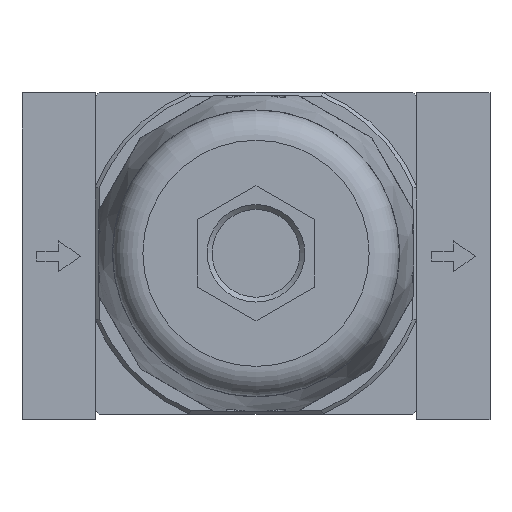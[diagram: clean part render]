
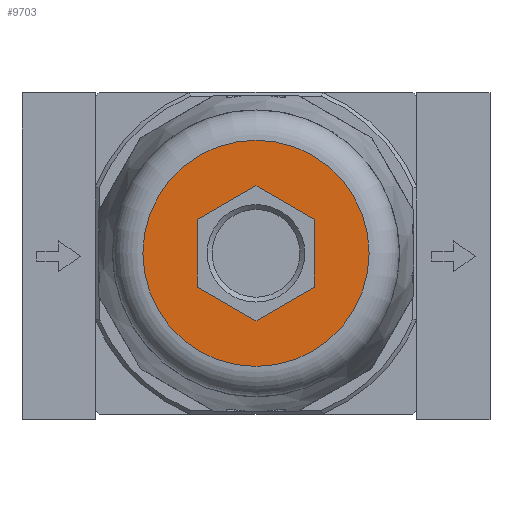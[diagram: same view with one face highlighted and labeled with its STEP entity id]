
A CAD part, front view. The second image highlights one B-rep face of the part: STEP entity #9703.
In plain terms, the highlighted planar face has unit normal (0, -1, 0).
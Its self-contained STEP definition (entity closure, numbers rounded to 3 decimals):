
#533=LINE('',#14833,#1023);
#534=LINE('',#14836,#1024);
#535=LINE('',#14838,#1025);
#536=LINE('',#14840,#1026);
#537=LINE('',#14842,#1027);
#538=LINE('',#14844,#1028);
#1023=VECTOR('',#12056,1000.);
#1024=VECTOR('',#12057,1000.);
#1025=VECTOR('',#12058,1000.);
#1026=VECTOR('',#12059,1000.);
#1027=VECTOR('',#12060,1000.);
#1028=VECTOR('',#12061,1000.);
#1315=PLANE('',#10415);
#1662=CIRCLE('',#10416,23.2);
#3081=ORIENTED_EDGE('',*,*,#4586,.T.);
#3082=ORIENTED_EDGE('',*,*,#4587,.T.);
#3083=ORIENTED_EDGE('',*,*,#4588,.T.);
#3084=ORIENTED_EDGE('',*,*,#4589,.T.);
#3085=ORIENTED_EDGE('',*,*,#4590,.T.);
#3086=ORIENTED_EDGE('',*,*,#4591,.T.);
#3087=ORIENTED_EDGE('',*,*,#4592,.T.);
#4586=EDGE_CURVE('',#5398,#5398,#1662,.T.);
#4587=EDGE_CURVE('',#5399,#5400,#533,.T.);
#4588=EDGE_CURVE('',#5400,#5401,#534,.T.);
#4589=EDGE_CURVE('',#5401,#5402,#535,.T.);
#4590=EDGE_CURVE('',#5402,#5403,#536,.T.);
#4591=EDGE_CURVE('',#5403,#5404,#537,.T.);
#4592=EDGE_CURVE('',#5404,#5399,#538,.T.);
#5398=VERTEX_POINT('',#14832);
#5399=VERTEX_POINT('',#14834);
#5400=VERTEX_POINT('',#14835);
#5401=VERTEX_POINT('',#14837);
#5402=VERTEX_POINT('',#14839);
#5403=VERTEX_POINT('',#14841);
#5404=VERTEX_POINT('',#14843);
#6122=EDGE_LOOP('',(#3081));
#6123=EDGE_LOOP('',(#3082,#3083,#3084,#3085,#3086,#3087));
#6710=FACE_BOUND('',#6122,.T.);
#6711=FACE_BOUND('',#6123,.T.);
#9703=ADVANCED_FACE('',(#6710,#6711),#1315,.T.);
#10415=AXIS2_PLACEMENT_3D('',#14830,#12052,#12053);
#10416=AXIS2_PLACEMENT_3D('',#14831,#12054,#12055);
#12052=DIRECTION('',(0.,-1.,0.));
#12053=DIRECTION('',(0.,0.,-1.));
#12054=DIRECTION('',(0.,-1.,0.));
#12055=DIRECTION('',(0.,0.,-1.));
#12056=DIRECTION('',(0.,0.,1.));
#12057=DIRECTION('',(0.866,0.,0.5));
#12058=DIRECTION('',(0.866,0.,-0.5));
#12059=DIRECTION('',(0.,0.,-1.));
#12060=DIRECTION('',(-0.866,0.,-0.5));
#12061=DIRECTION('',(-0.866,0.,0.5));
#14830=CARTESIAN_POINT('',(14.4,-165.,0.));
#14831=CARTESIAN_POINT('',(0.,-165.,0.));
#14832=CARTESIAN_POINT('',(0.,-165.,-23.2));
#14833=CARTESIAN_POINT('',(-12.,-165.,-6.928));
#14834=CARTESIAN_POINT('',(-12.,-165.,-6.928));
#14835=CARTESIAN_POINT('',(-12.,-165.,6.928));
#14836=CARTESIAN_POINT('',(-12.,-165.,6.928));
#14837=CARTESIAN_POINT('',(0.,-165.,13.856));
#14838=CARTESIAN_POINT('',(0.,-165.,13.856));
#14839=CARTESIAN_POINT('',(12.,-165.,6.928));
#14840=CARTESIAN_POINT('',(12.,-165.,6.928));
#14841=CARTESIAN_POINT('',(12.,-165.,-6.928));
#14842=CARTESIAN_POINT('',(12.,-165.,-6.928));
#14843=CARTESIAN_POINT('',(0.,-165.,-13.856));
#14844=CARTESIAN_POINT('',(0.,-165.,-13.856));
